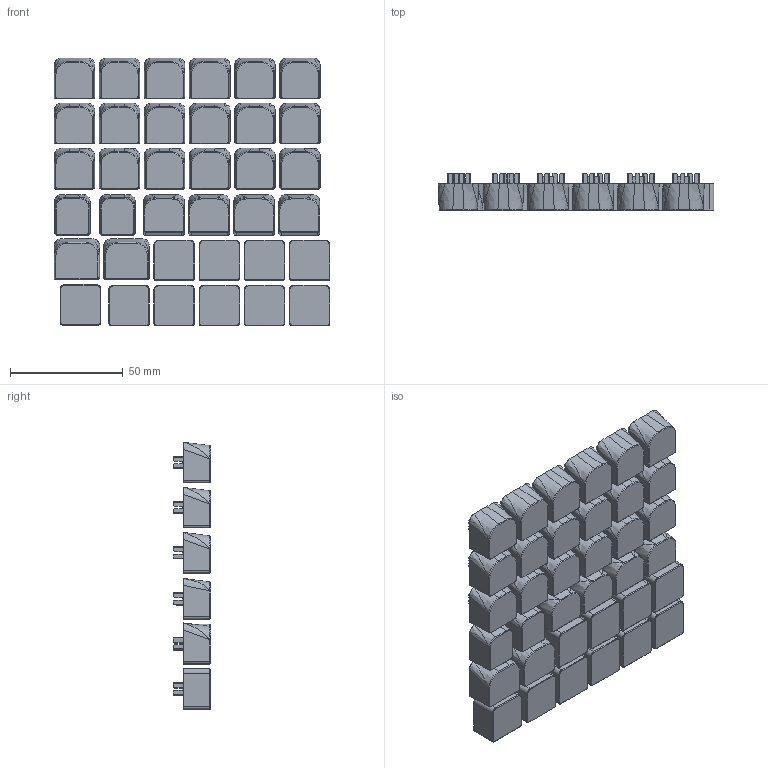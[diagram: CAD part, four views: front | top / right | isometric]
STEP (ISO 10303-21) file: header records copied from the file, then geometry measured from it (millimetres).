
FILE_DESCRIPTION(/* description */ (''),/* implementation_level */ '2;1');
FILE_NAME(/* name */ 'final-print-(with_numbar).iam.step',/* time_stamp */ '2017-07-26T20:47:55-07:00',/* author */ ('Jason Cemra'),/* organization */ (''),/* preprocessor_version */ 'ST-DEVELOPER v16.13',/* originating_system */ 'Autodesk Inventor 2018',/* authorisation */ '');
FILE_SCHEMA (('AUTOMOTIVE_DESIGN { 1 0 10303 214 3 1 1 }'));
Length unit declared in the file: millimetre
Products named in the file (7): final-print-(with_numbar); final-print; Standard Keycap (Cherry MX); Smaller Keycap (Cherry MX); Thumb Keycap (Cherry MX); Larger Keycap (Cherry MX); Numbar Keycap (Cherry MX)
Assembly tree (37 placements, depth 3):
  final-print-(with_numbar)
    final-print
      Standard Keycap (Cherry MX)  x18
      Smaller Keycap (Cherry MX)  x2
      Thumb Keycap (Cherry MX)  x4
      Larger Keycap (Cherry MX)  x2
    Numbar Keycap (Cherry MX)  x10
Bounding box: 122.29 x 16.5 x 118.6 mm (x, y, z)
Volume: 69174.5 mm3; surface area: 85187 mm2
Topology: 36 solids, 36 shells, 2804 faces, 7612 edges, 4916 vertices
Faces by surface type: plane 1988, bspline 520, cylinder 256, cone 40
Entity records: 15126 total; most frequent: CARTESIAN_POINT 4650, ORIENTED_EDGE 2148, DIRECTION 1858, EDGE_CURVE 1074, LINE 856, VECTOR 856, VERTEX_POINT 694, AXIS2_PLACEMENT_3D 501
